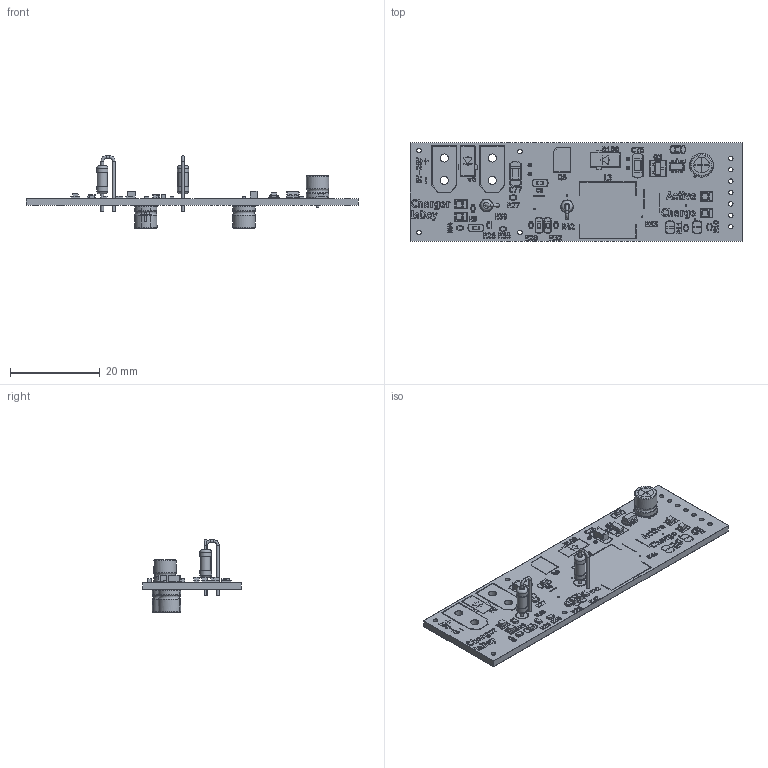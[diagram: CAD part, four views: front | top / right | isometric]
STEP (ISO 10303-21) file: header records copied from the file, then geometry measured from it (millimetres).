
FILE_DESCRIPTION(('KiCad electronic assembly'),'2;1');
FILE_NAME('MPPT.step','2025-04-08T22:06:39',('Pcbnew'),('Kicad'), 'Open CASCADE STEP processor 7.8','KiCad to STEP converter','Unknown' );
FILE_SCHEMA(('AUTOMOTIVE_DESIGN { 1 0 10303 214 1 1 1 1 }'));
Length unit declared in the file: millimetre
Products named in the file (12): MPPT 1; C_0603_1608Metric; R_0603_1608Metric; LED_0805_2012Metric; SOT-23-6; R_Axial_DIN0207_L6.3mm_D2.5mm_P2.54mm_Vertical; CP_Radial_D5.0mm_P2.00mm; SOT-23; C_1206_3216Metric; MPPT_silkscreen; MPPT_soldermask; MPPT_PCB
Assembly tree (30 placements, depth 2):
  MPPT 1
    C_0603_1608Metric  x5
    R_0603_1608Metric  x9
    LED_0805_2012Metric  x4
    SOT-23-6
    R_Axial_DIN0207_L6.3mm_D2.5mm_P2.54mm_Vertical  x2
    CP_Radial_D5.0mm_P2.00mm  x3
    SOT-23
    C_1206_3216Metric  x2
    MPPT_silkscreen
    MPPT_soldermask
    MPPT_PCB
Bounding box: 74 x 22 x 16.18 mm (x, y, z)
Volume: 2809.5 mm3; surface area: 7797.1 mm2
Topology: 28 solids, 180 shells, 1197 faces, 5181 edges, 4227 vertices
Faces by surface type: plane 785, cylinder 308, bspline 75, revolution 15, torus 14
Full cylindrical faces by diameter (mm): 0.3 x6, 0.5 x6, 0.6 x8, 0.8 x10, 1 x11, 1.8 x4, 2.25 x2, 2.5 x4
Entity records: 40673 total; most frequent: CARTESIAN_POINT 8379, DIRECTION 5626, ORIENTED_EDGE 4710, EDGE_CURVE 3619, VERTEX_POINT 3215, LINE 2541, VECTOR 2541, AXIS2_PLACEMENT_3D 1540
